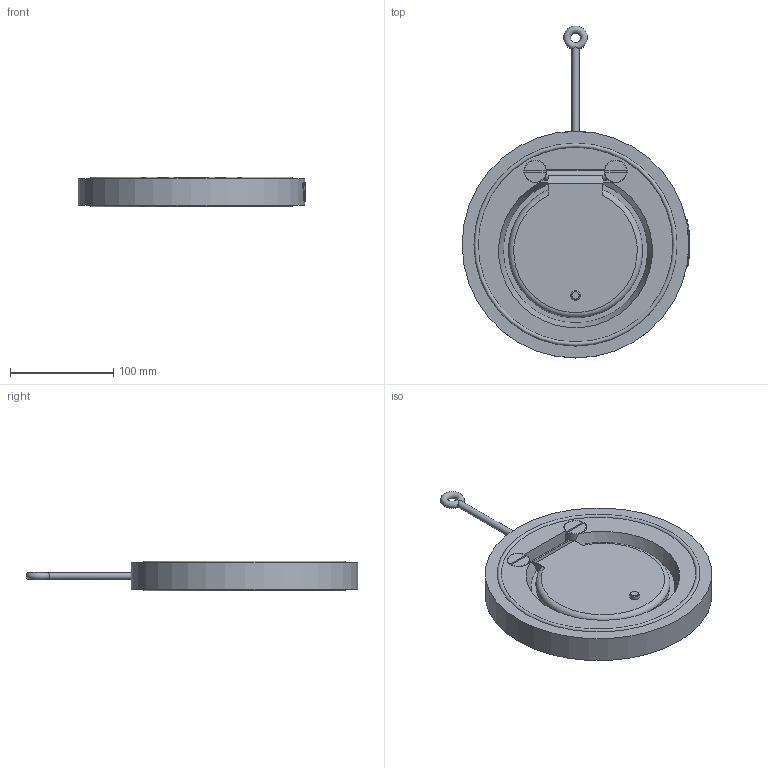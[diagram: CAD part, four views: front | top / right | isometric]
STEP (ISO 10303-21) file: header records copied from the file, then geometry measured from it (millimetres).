
FILE_DESCRIPTION(/* description */ ('PP Check Valve with EPDM O-ring, Ø160/DN150, PN6'),/* implementation_level */ '2;1');
FILE_NAME(/* name */'560150',/* time_stamp */ '2021-11-25T13:21:23+01:00',/* author */ ('COAB Solutions'),/* organization */ ('GPA Flowsystem'),/* preprocessor_version */ 'ST-DEVELOPER v18.1',/* originating_system */ 'www.coabsolutions.com',/* authorisation */ 'unknown authorization');
FILE_SCHEMA (('AUTOMOTIVE_DESIGN { 1 0 10303 214 3 1 1 }'));
Length unit declared in the file: millimetre
Products named in the file (1): 70093_7
Bounding box: 221 x 322.2 x 29 mm (x, y, z)
Volume: 801722.9 mm3; surface area: 135987.7 mm2
Topology: 3 solids, 3 shells, 98 faces, 269 edges, 179 vertices
Faces by surface type: plane 44, bspline 22, cylinder 19, cone 6, torus 5, sphere 2
Full cylindrical faces by diameter (mm): 6.842 x1, 9 x2, 22 x2, 105 x1, 189 x2, 197 x2, 220 x1
Entity records: 3914 total; most frequent: CARTESIAN_POINT 1460, ORIENTED_EDGE 534, DIRECTION 441, EDGE_CURVE 267, VERTEX_POINT 179, AXIS2_PLACEMENT_3D 166, EDGE_LOOP 112, LINE 109
